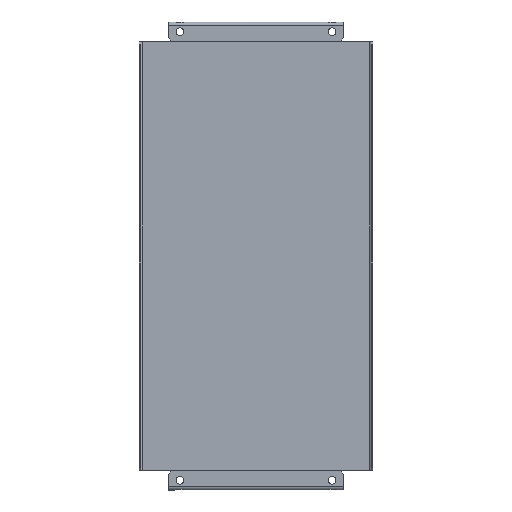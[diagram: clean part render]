
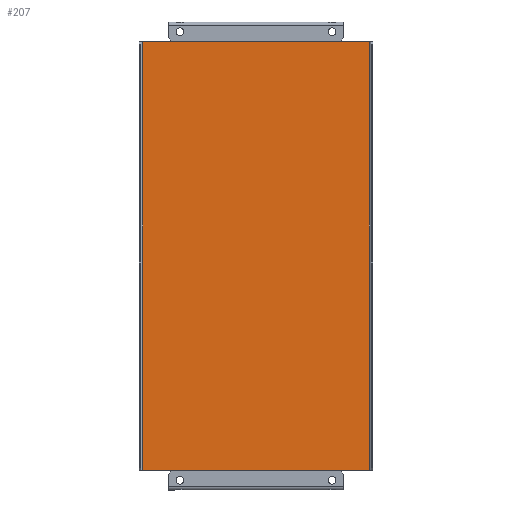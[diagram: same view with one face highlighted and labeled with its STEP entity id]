
A CAD part, top view. The second image highlights one B-rep face of the part: STEP entity #207.
In plain terms, the highlighted planar face has unit normal (0, 0, 1).
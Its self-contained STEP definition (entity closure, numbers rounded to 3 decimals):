
#155=PLANE('',#1790);
#207=ADVANCED_FACE('',(#313),#155,.F.);
#313=FACE_OUTER_BOUND('',#387,.T.);
#387=EDGE_LOOP('',(#880,#881,#882,#883,#884,#885,#886,#887,#888,#889,#890,
#891));
#478=LINE('',#2357,#650);
#482=LINE('',#2370,#654);
#487=LINE('',#2383,#659);
#493=LINE('',#2400,#665);
#500=LINE('',#2418,#672);
#511=LINE('',#2441,#683);
#512=LINE('',#2445,#684);
#513=LINE('',#2447,#685);
#514=LINE('',#2448,#686);
#515=LINE('',#2449,#687);
#516=LINE('',#2451,#688);
#517=LINE('',#2452,#689);
#650=VECTOR('',#1919,1.);
#654=VECTOR('',#1929,1.);
#659=VECTOR('',#1938,1.);
#665=VECTOR('',#1950,1.);
#672=VECTOR('',#1963,1.);
#683=VECTOR('',#1982,1.);
#684=VECTOR('',#1987,1.);
#685=VECTOR('',#1988,1.);
#686=VECTOR('',#1989,1.);
#687=VECTOR('',#1990,1.);
#688=VECTOR('',#1991,1.);
#689=VECTOR('',#1992,1.);
#880=ORIENTED_EDGE('',*,*,#1518,.T.);
#881=ORIENTED_EDGE('',*,*,#1482,.F.);
#882=ORIENTED_EDGE('',*,*,#1520,.F.);
#883=ORIENTED_EDGE('',*,*,#1521,.T.);
#884=ORIENTED_EDGE('',*,*,#1496,.F.);
#885=ORIENTED_EDGE('',*,*,#1522,.F.);
#886=ORIENTED_EDGE('',*,*,#1505,.T.);
#887=ORIENTED_EDGE('',*,*,#1476,.F.);
#888=ORIENTED_EDGE('',*,*,#1523,.F.);
#889=ORIENTED_EDGE('',*,*,#1524,.T.);
#890=ORIENTED_EDGE('',*,*,#1488,.F.);
#891=ORIENTED_EDGE('',*,*,#1525,.F.);
#1316=VERTEX_POINT('',#2356);
#1317=VERTEX_POINT('',#2358);
#1322=VERTEX_POINT('',#2369);
#1323=VERTEX_POINT('',#2371);
#1328=VERTEX_POINT('',#2382);
#1329=VERTEX_POINT('',#2384);
#1336=VERTEX_POINT('',#2399);
#1337=VERTEX_POINT('',#2401);
#1345=VERTEX_POINT('',#2419);
#1353=VERTEX_POINT('',#2442);
#1354=VERTEX_POINT('',#2446);
#1355=VERTEX_POINT('',#2450);
#1476=EDGE_CURVE('',#1316,#1317,#478,.T.);
#1482=EDGE_CURVE('',#1322,#1323,#482,.T.);
#1488=EDGE_CURVE('',#1328,#1329,#487,.T.);
#1496=EDGE_CURVE('',#1336,#1337,#493,.T.);
#1505=EDGE_CURVE('',#1345,#1317,#500,.T.);
#1518=EDGE_CURVE('',#1353,#1323,#511,.T.);
#1520=EDGE_CURVE('',#1354,#1322,#512,.T.);
#1521=EDGE_CURVE('',#1354,#1337,#513,.T.);
#1522=EDGE_CURVE('',#1345,#1336,#514,.T.);
#1523=EDGE_CURVE('',#1355,#1316,#515,.T.);
#1524=EDGE_CURVE('',#1355,#1329,#516,.T.);
#1525=EDGE_CURVE('',#1353,#1328,#517,.T.);
#1790=AXIS2_PLACEMENT_3D('',#2453,#1993,#1994);
#1919=DIRECTION('',(0.,1.,0.));
#1929=DIRECTION('',(0.,-1.,0.));
#1938=DIRECTION('',(-1.,0.,0.));
#1950=DIRECTION('',(1.,0.,0.));
#1963=DIRECTION('',(1.,0.,0.));
#1982=DIRECTION('',(-1.,0.,0.));
#1987=DIRECTION('',(1.,0.,0.));
#1988=DIRECTION('',(0.,-1.,0.));
#1989=DIRECTION('',(0.,1.,0.));
#1990=DIRECTION('',(-1.,0.,0.));
#1991=DIRECTION('',(0.,1.,0.));
#1992=DIRECTION('',(0.,-1.,0.));
#1993=DIRECTION('',(0.,0.,-1.));
#1994=DIRECTION('',(-1.,0.,0.));
#2356=CARTESIAN_POINT('',(-84.5,-295.4,2.));
#2357=CARTESIAN_POINT('',(-84.5,-295.4,2.));
#2358=CARTESIAN_POINT('',(-84.5,-274.5,2.));
#2369=CARTESIAN_POINT('',(84.5,295.4,2.));
#2370=CARTESIAN_POINT('',(84.5,295.4,2.));
#2371=CARTESIAN_POINT('',(84.5,274.5,2.));
#2382=CARTESIAN_POINT('',(145.4,-274.5,2.));
#2383=CARTESIAN_POINT('',(150.,-274.5,2.));
#2384=CARTESIAN_POINT('',(84.5,-274.5,2.));
#2399=CARTESIAN_POINT('',(-145.4,274.5,2.));
#2400=CARTESIAN_POINT('',(-150.,274.5,2.));
#2401=CARTESIAN_POINT('',(-84.5,274.5,2.));
#2418=CARTESIAN_POINT('',(-150.,-274.5,2.));
#2419=CARTESIAN_POINT('',(-145.4,-274.5,2.));
#2441=CARTESIAN_POINT('',(150.,274.5,2.));
#2442=CARTESIAN_POINT('',(145.4,274.5,2.));
#2445=CARTESIAN_POINT('',(-112.5,295.4,2.));
#2446=CARTESIAN_POINT('',(-84.5,295.4,2.));
#2447=CARTESIAN_POINT('',(-84.5,295.4,2.));
#2448=CARTESIAN_POINT('',(-145.4,-274.5,2.));
#2449=CARTESIAN_POINT('',(112.5,-295.4,2.));
#2450=CARTESIAN_POINT('',(84.5,-295.4,2.));
#2451=CARTESIAN_POINT('',(84.5,-295.4,2.));
#2452=CARTESIAN_POINT('',(145.4,274.5,2.));
#2453=CARTESIAN_POINT('',(0.,0.,2.));
